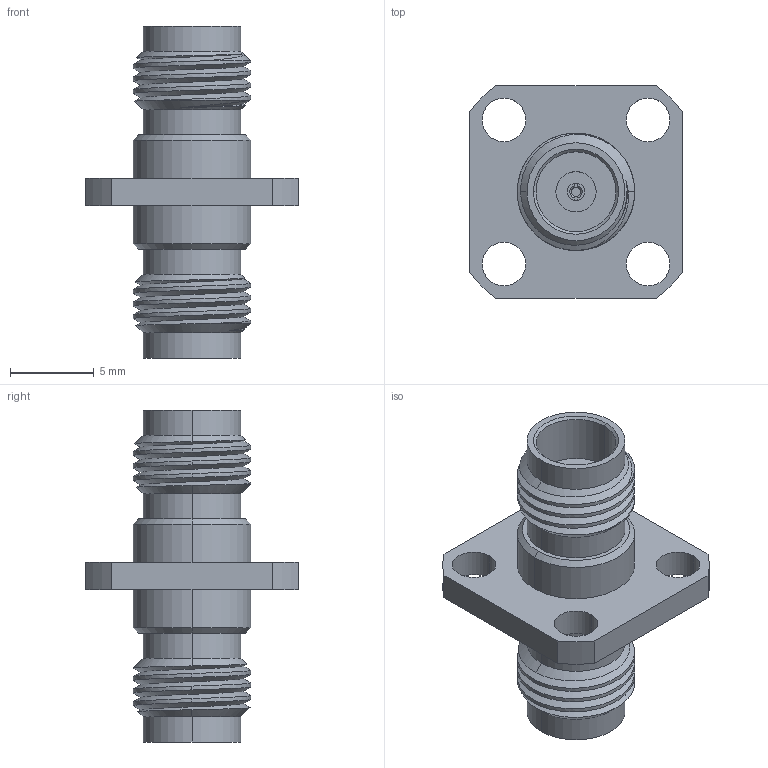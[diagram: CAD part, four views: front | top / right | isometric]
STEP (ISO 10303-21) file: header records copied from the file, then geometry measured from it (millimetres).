
FILE_DESCRIPTION (( 'STEP AP214' ), '1' );
FILE_NAME ('CT-2F2F-PM4-LN1.STEP', '2024-10-24T00:16:35', ( '' ), ( '' ), 'SwSTEP 2.0', 'SolidWorks 2021', '' );
FILE_SCHEMA (( 'AUTOMOTIVE_DESIGN' ));
Length unit declared in the file: millimetre
Products named in the file (1): CT-2F2F-PM4-LN1
Bounding box: 12.7 x 12.7 x 19.8 mm (x, y, z)
Volume: 685.7 mm3; surface area: 1019.3 mm2
Topology: 1 solids, 1 shells, 117 faces, 294 edges, 189 vertices
Faces by surface type: cylinder 56, plane 32, cone 25, bspline 4
Entity records: 5417 total; most frequent: CARTESIAN_POINT 2614, ORIENTED_EDGE 588, DIRECTION 581, EDGE_CURVE 294, AXIS2_PLACEMENT_3D 231, VERTEX_POINT 189, EDGE_LOOP 135, VECTOR 119
